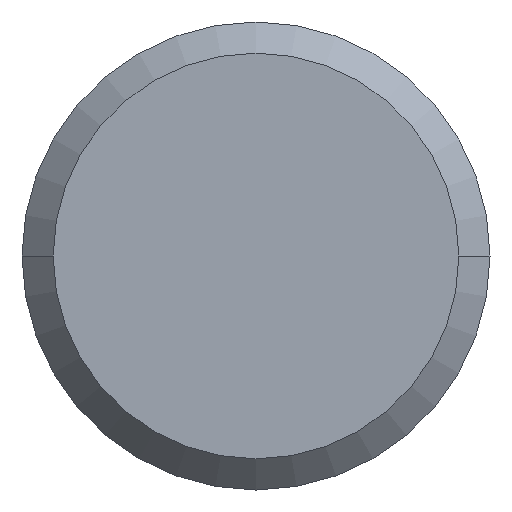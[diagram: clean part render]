
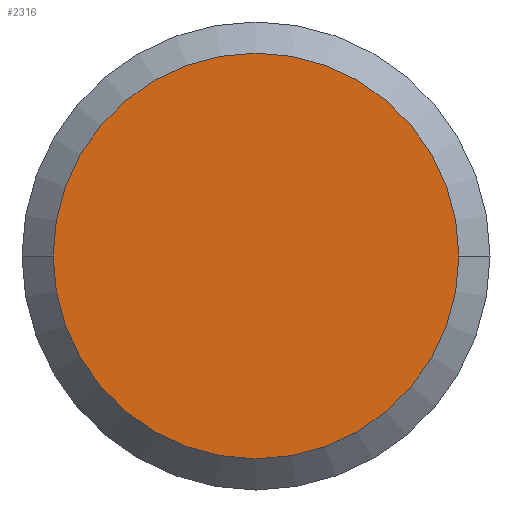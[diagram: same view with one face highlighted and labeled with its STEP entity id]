
A CAD part, front view. The second image highlights one B-rep face of the part: STEP entity #2316.
In plain terms, the highlighted planar face has unit normal (0, -1, 0).
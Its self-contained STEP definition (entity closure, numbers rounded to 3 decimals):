
#993=CARTESIAN_POINT('',(0.,-64.,0.));
#994=DIRECTION('',(0.,-1.,0.));
#995=DIRECTION('',(0.,0.,-1.));
#996=AXIS2_PLACEMENT_3D('',#993,#994,#995);
#1001=CARTESIAN_POINT('',(0.,-64.,0.));
#1002=DIRECTION('',(0.,-1.,0.));
#1003=DIRECTION('',(0.,0.,1.));
#1004=AXIS2_PLACEMENT_3D('',#1001,#1002,#1003);
#1123=CARTESIAN_POINT('',(0.,-64.,-5.2));
#1124=CARTESIAN_POINT('',(0.,-64.,5.2));
#1125=VERTEX_POINT('',#1123);
#1126=VERTEX_POINT('',#1124);
#2307=CARTESIAN_POINT('',(0.,-64.,0.));
#2308=DIRECTION('',(0.,-1.,0.));
#2309=DIRECTION('',(0.,0.,-1.));
#2310=AXIS2_PLACEMENT_3D('',#2307,#2308,#2309);
#2311=PLANE('',#2310);
#2312=ORIENTED_EDGE('',*,*,#1171,.F.);
#2313=ORIENTED_EDGE('',*,*,#1188,.F.);
#2314=EDGE_LOOP('',(#2312,#2313));
#2315=FACE_OUTER_BOUND('',#2314,.F.);
#2316=ADVANCED_FACE('',(#2315),#2311,.T.);
#997=CIRCLE('',#996,5.2);
#1005=CIRCLE('',#1004,5.2);
#1171=EDGE_CURVE('',#1125,#1126,#997,.T.);
#1188=EDGE_CURVE('',#1126,#1125,#1005,.T.);
